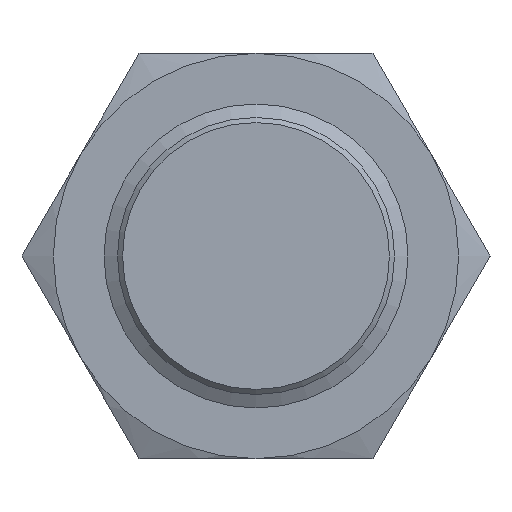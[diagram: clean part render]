
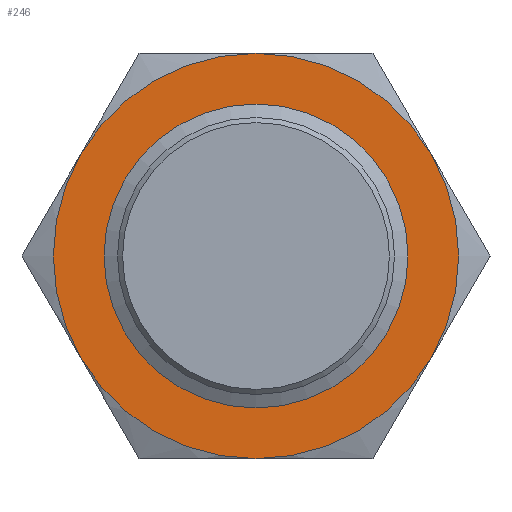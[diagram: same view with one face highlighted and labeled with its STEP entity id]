
A CAD part, left-side view. The second image highlights one B-rep face of the part: STEP entity #246.
In plain terms, the highlighted planar face has unit normal (-1, 0, 0).
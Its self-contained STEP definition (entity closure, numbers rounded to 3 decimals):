
#246 = ADVANCED_FACE( '', ( #550, #551 ), #552, .F. );
#550 = FACE_OUTER_BOUND( '', #906, .T. );
#551 = FACE_BOUND( '', #907, .T. );
#552 = PLANE( '', #908 );
#906 = EDGE_LOOP( '', ( #1496, #1497, #1498, #1499, #1500, #1501 ) );
#907 = EDGE_LOOP( '', ( #1502 ) );
#908 = AXIS2_PLACEMENT_3D( '', #1503, #1504, #1505 );
#1496 = ORIENTED_EDGE( '', *, *, #1993, .F. );
#1497 = ORIENTED_EDGE( '', *, *, #2061, .F. );
#1498 = ORIENTED_EDGE( '', *, *, #1864, .F. );
#1499 = ORIENTED_EDGE( '', *, *, #1968, .F. );
#1500 = ORIENTED_EDGE( '', *, *, #1879, .F. );
#1501 = ORIENTED_EDGE( '', *, *, #1949, .F. );
#1502 = ORIENTED_EDGE( '', *, *, #1854, .T. );
#1503 = CARTESIAN_POINT( '', ( 10., 0., 0. ) );
#1504 = DIRECTION( '', ( 1., 0., 0. ) );
#1505 = DIRECTION( '', ( 0., 0., -1. ) );
#1854 = EDGE_CURVE( '', #2155, #2155, #2156, .T. );
#1864 = EDGE_CURVE( '', #2169, #2173, #2174, .T. );
#1879 = EDGE_CURVE( '', #2197, #2194, #2199, .T. );
#1949 = EDGE_CURVE( '', #2310, #2197, #2311, .T. );
#1968 = EDGE_CURVE( '', #2194, #2169, #2339, .T. );
#1993 = EDGE_CURVE( '', #2379, #2310, #2381, .T. );
#2061 = EDGE_CURVE( '', #2173, #2379, #2472, .T. );
#2155 = VERTEX_POINT( '', #2583 );
#2156 = CIRCLE( '', #2584, 9. );
#2169 = VERTEX_POINT( '', #2609 );
#2173 = VERTEX_POINT( '', #2623 );
#2174 = CIRCLE( '', #2624, 12. );
#2194 = VERTEX_POINT( '', #2676 );
#2197 = VERTEX_POINT( '', #2684 );
#2199 = CIRCLE( '', #2691, 12. );
#2310 = VERTEX_POINT( '', #2894 );
#2311 = CIRCLE( '', #2895, 12. );
#2339 = CIRCLE( '', #2937, 12. );
#2379 = VERTEX_POINT( '', #3103 );
#2381 = CIRCLE( '', #3110, 12. );
#2472 = CIRCLE( '', #3303, 12. );
#2583 = CARTESIAN_POINT( '', ( 10., 0., -9. ) );
#2584 = AXIS2_PLACEMENT_3D( '', #3490, #3491, #3492 );
#2609 = CARTESIAN_POINT( '', ( 10., -10.392, -6. ) );
#2623 = CARTESIAN_POINT( '', ( 10., 0., -12. ) );
#2624 = AXIS2_PLACEMENT_3D( '', #3498, #3499, #3500 );
#2676 = CARTESIAN_POINT( '', ( 10., -10.392, 6. ) );
#2684 = CARTESIAN_POINT( '', ( 10., 0., 12. ) );
#2691 = AXIS2_PLACEMENT_3D( '', #3506, #3507, #3508 );
#2894 = CARTESIAN_POINT( '', ( 10., 10.392, 6. ) );
#2895 = AXIS2_PLACEMENT_3D( '', #3574, #3575, #3576 );
#2937 = AXIS2_PLACEMENT_3D( '', #3596, #3597, #3598 );
#3103 = CARTESIAN_POINT( '', ( 10., 10.392, -6. ) );
#3110 = AXIS2_PLACEMENT_3D( '', #3626, #3627, #3628 );
#3303 = AXIS2_PLACEMENT_3D( '', #3693, #3694, #3695 );
#3490 = CARTESIAN_POINT( '', ( 10., 0., 0. ) );
#3491 = DIRECTION( '', ( 1., 0., 0. ) );
#3492 = DIRECTION( '', ( 0., 0., -1. ) );
#3498 = CARTESIAN_POINT( '', ( 10., 0., 0. ) );
#3499 = DIRECTION( '', ( 1., 0., 0. ) );
#3500 = DIRECTION( '', ( 0., 0., -1. ) );
#3506 = CARTESIAN_POINT( '', ( 10., 0., 0. ) );
#3507 = DIRECTION( '', ( 1., 0., 0. ) );
#3508 = DIRECTION( '', ( 0., 0., -1. ) );
#3574 = CARTESIAN_POINT( '', ( 10., 0., 0. ) );
#3575 = DIRECTION( '', ( 1., 0., 0. ) );
#3576 = DIRECTION( '', ( 0., 0., -1. ) );
#3596 = CARTESIAN_POINT( '', ( 10., 0., 0. ) );
#3597 = DIRECTION( '', ( 1., 0., 0. ) );
#3598 = DIRECTION( '', ( 0., 0., -1. ) );
#3626 = CARTESIAN_POINT( '', ( 10., 0., 0. ) );
#3627 = DIRECTION( '', ( 1., 0., 0. ) );
#3628 = DIRECTION( '', ( 0., 0., -1. ) );
#3693 = CARTESIAN_POINT( '', ( 10., 0., 0. ) );
#3694 = DIRECTION( '', ( 1., 0., 0. ) );
#3695 = DIRECTION( '', ( 0., 0., -1. ) );
